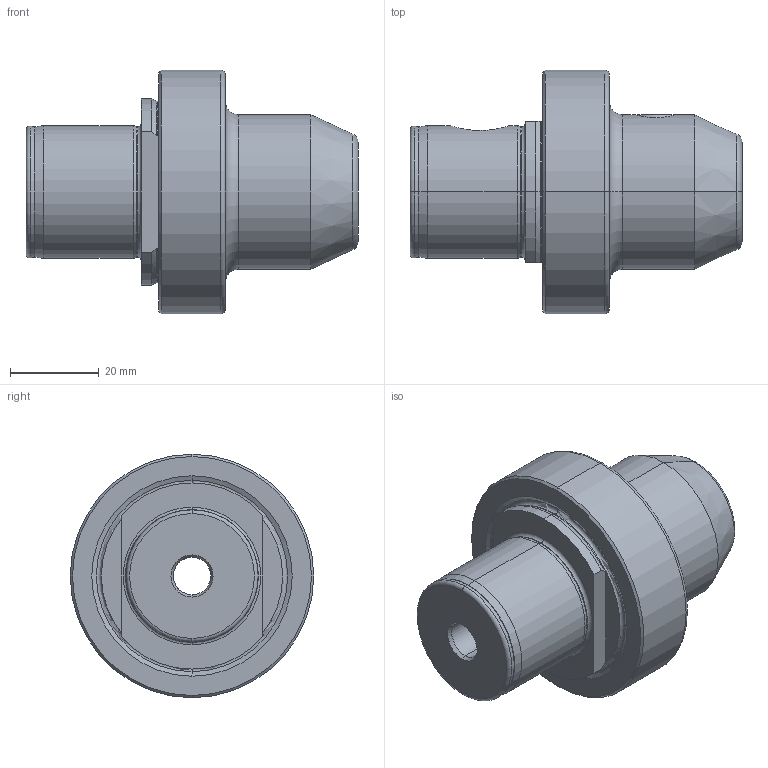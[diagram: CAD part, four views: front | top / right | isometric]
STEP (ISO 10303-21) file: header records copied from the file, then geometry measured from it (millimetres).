
FILE_DESCRIPTION (( 'STEP AP203' ), '1' );
FILE_NAME ('322.550.010.STEP', '2024-08-23T09:16:58', ( '' ), ( '' ), 'SwSTEP 2.0', 'SolidWorks 2022', '' );
FILE_SCHEMA (( 'CONFIG_CONTROL_DESIGN' ));
Length unit declared in the file: millimetre
Products named in the file (3): 322.550.010; MB5-W10.K01.045_C; W10-ER1.001.012
Assembly tree (2 placements, depth 2):
  322.550.010
    MB5-W10.K01.045_C
    W10-ER1.001.012
Bounding box: 75 x 55 x 55 mm (x, y, z)
Volume: 79120.9 mm3; surface area: 15885.2 mm2
Topology: 2 solids, 2 shells, 99 faces, 216 edges, 125 vertices
Faces by surface type: cone 29, torus 28, cylinder 21, plane 19, bspline 2
Entity records: 3454 total; most frequent: CARTESIAN_POINT 952, DIRECTION 512, ORIENTED_EDGE 428, AXIS2_PLACEMENT_3D 220, EDGE_CURVE 214, VERTEX_POINT 125, CIRCLE 118, EDGE_LOOP 111
